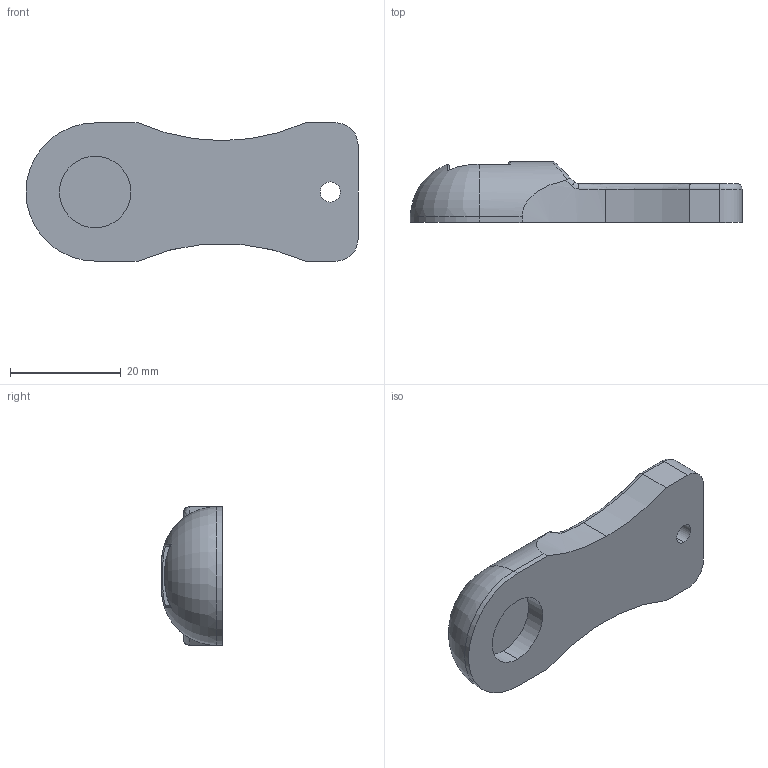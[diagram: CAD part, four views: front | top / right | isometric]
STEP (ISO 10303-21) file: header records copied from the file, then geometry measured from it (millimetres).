
FILE_DESCRIPTION (( 'STEP AP214' ), '1' );
FILE_NAME ('Barre_Bleu1.STEP', '2019-02-20T22:21:51', ( '' ), ( '' ), 'SwSTEP 2.0', 'SolidWorks 2018', '' );
FILE_SCHEMA (( 'AUTOMOTIVE_DESIGN' ));
Length unit declared in the file: millimetre
Products named in the file (1): Barre_Bleu1
Bounding box: 60 x 11 x 25 mm (x, y, z)
Volume: 9414.9 mm3; surface area: 3960.6 mm2
Topology: 1 solids, 1 shells, 52 faces, 127 edges, 78 vertices
Faces by surface type: cylinder 20, plane 15, bspline 9, torus 8
Entity records: 1857 total; most frequent: CARTESIAN_POINT 661, ORIENTED_EDGE 254, DIRECTION 234, EDGE_CURVE 127, AXIS2_PLACEMENT_3D 93, VERTEX_POINT 78, EDGE_LOOP 55, FACE_OUTER_BOUND 52
